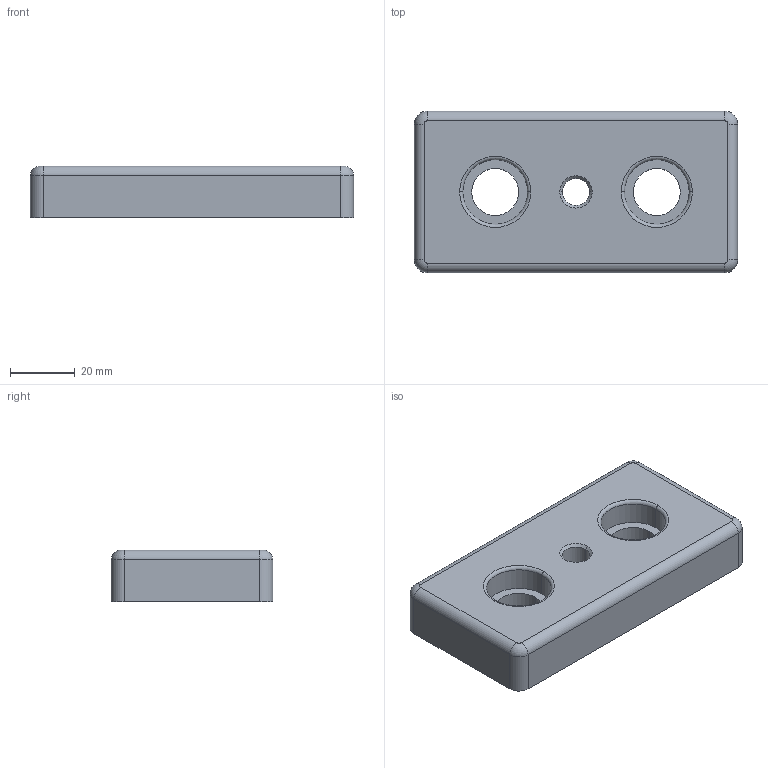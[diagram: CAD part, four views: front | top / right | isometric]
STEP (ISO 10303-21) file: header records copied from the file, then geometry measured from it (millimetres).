
FILE_DESCRIPTION (( 'STEP AP214' ), '1' );
FILE_NAME ('6431200', '2019-01-30T08:28:04', ( '' ), ('JUGARD+KÜNSTNER GmbH'), 'SwSTEP 2.0', 'SolidWorks 2017', '' );
FILE_SCHEMA (( 'AUTOMOTIVE_DESIGN' ));
Length unit declared in the file: inch
Products named in the file (1): 6431200
Bounding box: 100 x 50 x 16 mm (x, y, z)
Volume: 48219.7 mm3; surface area: 21664.1 mm2
Topology: 1 solids, 1 shells, 176 faces, 440 edges, 263 vertices
Faces by surface type: cylinder 79, sphere 44, plane 32, torus 19, cone 2
Entity records: 5161 total; most frequent: DIRECTION 997, CARTESIAN_POINT 947, ORIENTED_EDGE 814, AXIS2_PLACEMENT_3D 425, EDGE_CURVE 407, CIRCLE 248, VERTEX_POINT 241, EDGE_LOOP 190
